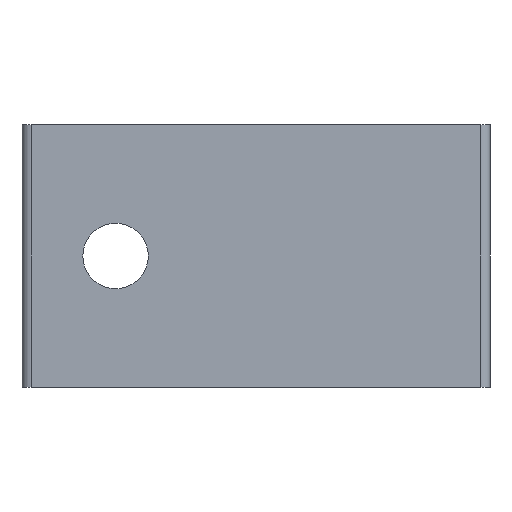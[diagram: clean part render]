
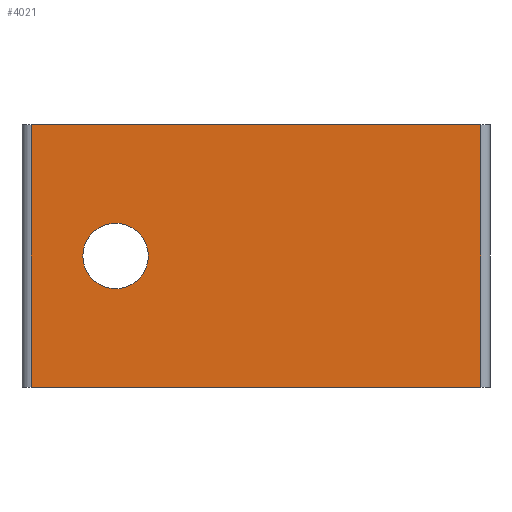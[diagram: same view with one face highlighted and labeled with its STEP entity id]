
A CAD part, front view. The second image highlights one B-rep face of the part: STEP entity #4021.
In plain terms, the highlighted planar face has unit normal (0, -1, 0).
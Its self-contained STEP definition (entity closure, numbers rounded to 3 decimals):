
#361 = CARTESIAN_POINT ( 'NONE',  ( 10465.175, 3052.116, -13. ) ) ;
#550 = CARTESIAN_POINT ( 'NONE',  ( 10465.175, 3052.116, 15. ) ) ;
#702 = VECTOR ( 'NONE', #5867, 1000. ) ;
#729 = VERTEX_POINT ( 'NONE', #6428 ) ;
#843 = VECTOR ( 'NONE', #2182, 1000. ) ;
#1124 = DIRECTION ( 'NONE',  ( 0., 1., 0. ) ) ;
#1157 = ORIENTED_EDGE ( 'NONE', *, *, #1410, .T. ) ;
#1398 = VECTOR ( 'NONE', #4883, 1000. ) ;
#1410 = EDGE_CURVE ( 'NONE', #5455, #1414, #5255, .T. ) ;
#1414 = VERTEX_POINT ( 'NONE', #3798 ) ;
#1564 = CARTESIAN_POINT ( 'NONE',  ( 10417.175, 3052.116, 15. ) ) ;
#1573 = LINE ( 'NONE', #4313, #1398 ) ;
#1607 = CARTESIAN_POINT ( 'NONE',  ( 10465.175, 3052.116, 10. ) ) ;
#1616 = EDGE_LOOP ( 'NONE', ( #3599, #1157 ) ) ;
#1674 = DIRECTION ( 'NONE',  ( 0., 0., 1. ) ) ;
#2023 = LINE ( 'NONE', #4059, #4687 ) ;
#2102 = DIRECTION ( 'NONE',  ( 0., 1., 0. ) ) ;
#2122 = VERTEX_POINT ( 'NONE', #1564 ) ;
#2174 = EDGE_CURVE ( 'NONE', #5510, #2825, #3852, .T. ) ;
#2182 = DIRECTION ( 'NONE',  ( 0., 0., 1. ) ) ;
#2306 = CARTESIAN_POINT ( 'NONE',  ( 10426.175, 3052.116, 1. ) ) ;
#2316 = EDGE_CURVE ( 'NONE', #1414, #5455, #2959, .T. ) ;
#2379 = AXIS2_PLACEMENT_3D ( 'NONE', #2306, #2102, #1674 ) ;
#2489 = CARTESIAN_POINT ( 'NONE',  ( 10416.175, 3052.116, -13. ) ) ;
#2512 = ORIENTED_EDGE ( 'NONE', *, *, #4037, .F. ) ;
#2825 = VERTEX_POINT ( 'NONE', #550 ) ;
#2959 = CIRCLE ( 'NONE', #3717, 3.5 ) ;
#3486 = DIRECTION ( 'NONE',  ( 0., 0., 1. ) ) ;
#3599 = ORIENTED_EDGE ( 'NONE', *, *, #2316, .T. ) ;
#3658 = ORIENTED_EDGE ( 'NONE', *, *, #4312, .T. ) ;
#3708 = CARTESIAN_POINT ( 'NONE',  ( 10426.175, 3052.116, 4.5 ) ) ;
#3717 = AXIS2_PLACEMENT_3D ( 'NONE', #4511, #1124, #5073 ) ;
#3798 = CARTESIAN_POINT ( 'NONE',  ( 10426.175, 3052.116, -2.5 ) ) ;
#3852 = LINE ( 'NONE', #1607, #843 ) ;
#4021 = ADVANCED_FACE ( 'NONE', ( #4868, #6361 ), #4596, .F. ) ;
#4037 = EDGE_CURVE ( 'NONE', #2122, #2825, #2023, .T. ) ;
#4059 = CARTESIAN_POINT ( 'NONE',  ( 10416.175, 3052.116, 15. ) ) ;
#4312 = EDGE_CURVE ( 'NONE', #2122, #729, #1573, .T. ) ;
#4313 = CARTESIAN_POINT ( 'NONE',  ( 10417.175, 3052.116, 10. ) ) ;
#4511 = CARTESIAN_POINT ( 'NONE',  ( 10426.175, 3052.116, 1. ) ) ;
#4596 = PLANE ( 'NONE',  #7308 ) ;
#4674 = LINE ( 'NONE', #2489, #702 ) ;
#4687 = VECTOR ( 'NONE', #5183, 1000. ) ;
#4815 = ORIENTED_EDGE ( 'NONE', *, *, #5683, .T. ) ;
#4868 = FACE_BOUND ( 'NONE', #1616, .T. ) ;
#4883 = DIRECTION ( 'NONE',  ( 0., 0., -1. ) ) ;
#5073 = DIRECTION ( 'NONE',  ( 0., 0., 1. ) ) ;
#5156 = CARTESIAN_POINT ( 'NONE',  ( 10416.175, 3052.116, 10. ) ) ;
#5183 = DIRECTION ( 'NONE',  ( 1., 0., 0. ) ) ;
#5255 = CIRCLE ( 'NONE', #2379, 3.5 ) ;
#5455 = VERTEX_POINT ( 'NONE', #3708 ) ;
#5510 = VERTEX_POINT ( 'NONE', #361 ) ;
#5683 = EDGE_CURVE ( 'NONE', #729, #5510, #4674, .T. ) ;
#5864 = ORIENTED_EDGE ( 'NONE', *, *, #2174, .T. ) ;
#5867 = DIRECTION ( 'NONE',  ( 1., 0., 0. ) ) ;
#6053 = EDGE_LOOP ( 'NONE', ( #3658, #4815, #5864, #2512 ) ) ;
#6361 = FACE_OUTER_BOUND ( 'NONE', #6053, .T. ) ;
#6428 = CARTESIAN_POINT ( 'NONE',  ( 10417.175, 3052.116, -13. ) ) ;
#6858 = DIRECTION ( 'NONE',  ( 0., 1., 0. ) ) ;
#7308 = AXIS2_PLACEMENT_3D ( 'NONE', #5156, #6858, #3486 ) ;
